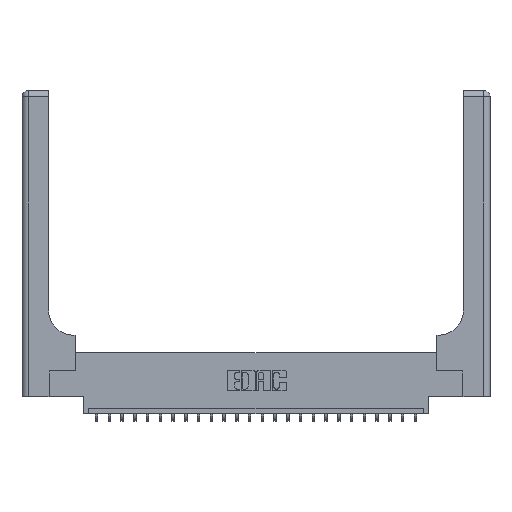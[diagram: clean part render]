
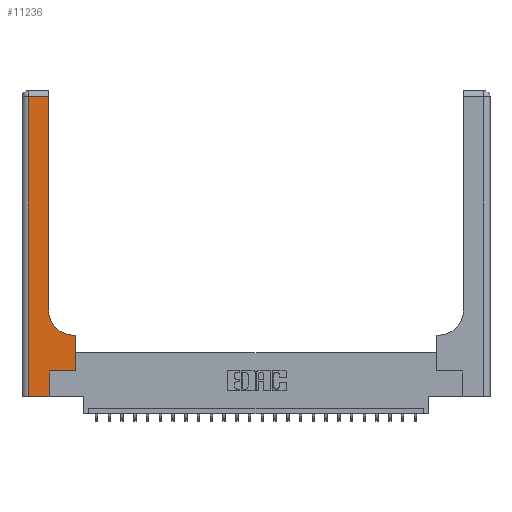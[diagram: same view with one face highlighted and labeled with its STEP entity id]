
A CAD part, top view. The second image highlights one B-rep face of the part: STEP entity #11236.
In plain terms, the highlighted planar face has unit normal (0, 0, 1).
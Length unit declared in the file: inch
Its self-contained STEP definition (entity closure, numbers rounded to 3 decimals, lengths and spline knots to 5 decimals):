
#393 = ORIENTED_EDGE ( 'NONE', *, *, #6099, .T. ) ;
#1013 = EDGE_CURVE ( 'NONE', #2525, #7352, #5765, .T. ) ;
#1246 = VERTEX_POINT ( 'NONE', #23712 ) ;
#1451 = ORIENTED_EDGE ( 'NONE', *, *, #3371, .T. ) ;
#1862 = ORIENTED_EDGE ( 'NONE', *, *, #13494, .T. ) ;
#1931 = DIRECTION ( 'NONE',  ( 1., 0., 0. ) ) ;
#2525 = VERTEX_POINT ( 'NONE', #4053 ) ;
#2893 = LINE ( 'NONE', #17760, #4332 ) ;
#2944 = VERTEX_POINT ( 'NONE', #22452 ) ;
#2994 = VERTEX_POINT ( 'NONE', #13406 ) ;
#3124 = DIRECTION ( 'NONE',  ( -1., 0., 0. ) ) ;
#3163 = VECTOR ( 'NONE', #7033, 39.37008 ) ;
#3371 = EDGE_CURVE ( 'NONE', #13741, #2994, #22664, .T. ) ;
#4053 = CARTESIAN_POINT ( 'NONE',  ( 0.51, 0.6, 0.37 ) ) ;
#4090 = ORIENTED_EDGE ( 'NONE', *, *, #8652, .T. ) ;
#4332 = VECTOR ( 'NONE', #6423, 39.37008 ) ;
#4447 = VECTOR ( 'NONE', #22565, 39.37008 ) ;
#4990 = EDGE_CURVE ( 'NONE', #2994, #15852, #22447, .T. ) ;
#5533 = VECTOR ( 'NONE', #5921, 39.37008 ) ;
#5765 = CIRCLE ( 'NONE', #7654, 0.25 ) ;
#5921 = DIRECTION ( 'NONE',  ( 1., 0., 0. ) ) ;
#5930 = EDGE_CURVE ( 'NONE', #15852, #15215, #18717, .T. ) ;
#6099 = EDGE_CURVE ( 'NONE', #15215, #6916, #16143, .T. ) ;
#6423 = DIRECTION ( 'NONE',  ( 0., -1., 0. ) ) ;
#6707 = ORIENTED_EDGE ( 'NONE', *, *, #5930, .T. ) ;
#6916 = VERTEX_POINT ( 'NONE', #16291 ) ;
#7033 = DIRECTION ( 'NONE',  ( 0., 1., 0. ) ) ;
#7070 = CARTESIAN_POINT ( 'NONE',  ( 0.528, 0.25, 0.37 ) ) ;
#7352 = VERTEX_POINT ( 'NONE', #16262 ) ;
#7402 = CARTESIAN_POINT ( 'NONE',  ( 0., 0., 0.37 ) ) ;
#7651 = EDGE_LOOP ( 'NONE', ( #13047, #1862, #8492, #1451, #22466, #6707, #393, #4090, #22471 ) ) ;
#7654 = AXIS2_PLACEMENT_3D ( 'NONE', #12116, #14180, #21638 ) ;
#8261 = VECTOR ( 'NONE', #20050, 39.37008 ) ;
#8492 = ORIENTED_EDGE ( 'NONE', *, *, #11052, .T. ) ;
#8569 = LINE ( 'NONE', #23583, #22553 ) ;
#8652 = EDGE_CURVE ( 'NONE', #6916, #2525, #8569, .T. ) ;
#9526 = CARTESIAN_POINT ( 'NONE',  ( 0.06, 0., 0.37 ) ) ;
#10520 = DIRECTION ( 'NONE',  ( -1., 0., 0. ) ) ;
#10631 = VECTOR ( 'NONE', #1931, 39.37008 ) ;
#10798 = FACE_OUTER_BOUND ( 'NONE', #7651, .T. ) ;
#11052 = EDGE_CURVE ( 'NONE', #1246, #13741, #2893, .T. ) ;
#11236 = ADVANCED_FACE ( 'NONE', ( #10798 ), #22027, .F. ) ;
#11816 = CARTESIAN_POINT ( 'NONE',  ( 0.265, 0., 0.37 ) ) ;
#12116 = CARTESIAN_POINT ( 'NONE',  ( 0.51, 0.85, 0.37 ) ) ;
#12274 = LINE ( 'NONE', #14099, #3163 ) ;
#12644 = EDGE_CURVE ( 'NONE', #7352, #2944, #12274, .T. ) ;
#13047 = ORIENTED_EDGE ( 'NONE', *, *, #12644, .T. ) ;
#13406 = CARTESIAN_POINT ( 'NONE',  ( 0.265, 0., 0.37 ) ) ;
#13494 = EDGE_CURVE ( 'NONE', #2944, #1246, #15994, .T. ) ;
#13741 = VERTEX_POINT ( 'NONE', #9526 ) ;
#13918 = CARTESIAN_POINT ( 'NONE',  ( 0., 2.94, 0.37 ) ) ;
#14099 = CARTESIAN_POINT ( 'NONE',  ( 0.26, 3., 0.37 ) ) ;
#14180 = DIRECTION ( 'NONE',  ( 0., 0., -1. ) ) ;
#14541 = CARTESIAN_POINT ( 'NONE',  ( 0.528, 0.25, 0.37 ) ) ;
#15215 = VERTEX_POINT ( 'NONE', #7070 ) ;
#15852 = VERTEX_POINT ( 'NONE', #17263 ) ;
#15994 = LINE ( 'NONE', #13918, #22271 ) ;
#16143 = LINE ( 'NONE', #14541, #8261 ) ;
#16262 = CARTESIAN_POINT ( 'NONE',  ( 0.26, 0.85, 0.37 ) ) ;
#16291 = CARTESIAN_POINT ( 'NONE',  ( 0.528, 0.6, 0.37 ) ) ;
#17263 = CARTESIAN_POINT ( 'NONE',  ( 0.265, 0.25, 0.37 ) ) ;
#17760 = CARTESIAN_POINT ( 'NONE',  ( 0.06, 3., 0.37 ) ) ;
#18717 = LINE ( 'NONE', #22631, #5533 ) ;
#19835 = DIRECTION ( 'NONE',  ( 0., 0., -1. ) ) ;
#19959 = CARTESIAN_POINT ( 'NONE',  ( 0., 3., 0.37 ) ) ;
#20050 = DIRECTION ( 'NONE',  ( 0., 1., 0. ) ) ;
#20302 = AXIS2_PLACEMENT_3D ( 'NONE', #19959, #19835, #3124 ) ;
#21638 = DIRECTION ( 'NONE',  ( 1., 0., 0. ) ) ;
#22027 = PLANE ( 'NONE',  #20302 ) ;
#22271 = VECTOR ( 'NONE', #23457, 39.37008 ) ;
#22447 = LINE ( 'NONE', #11816, #4447 ) ;
#22452 = CARTESIAN_POINT ( 'NONE',  ( 0.26, 2.94, 0.37 ) ) ;
#22466 = ORIENTED_EDGE ( 'NONE', *, *, #4990, .T. ) ;
#22471 = ORIENTED_EDGE ( 'NONE', *, *, #1013, .T. ) ;
#22553 = VECTOR ( 'NONE', #10520, 39.37008 ) ;
#22565 = DIRECTION ( 'NONE',  ( 0., 1., 0. ) ) ;
#22631 = CARTESIAN_POINT ( 'NONE',  ( 0.265, 0.25, 0.37 ) ) ;
#22664 = LINE ( 'NONE', #7402, #10631 ) ;
#23457 = DIRECTION ( 'NONE',  ( -1., 0., 0. ) ) ;
#23583 = CARTESIAN_POINT ( 'NONE',  ( 0.26, 0.6, 0.37 ) ) ;
#23712 = CARTESIAN_POINT ( 'NONE',  ( 0.06, 2.94, 0.37 ) ) ;
